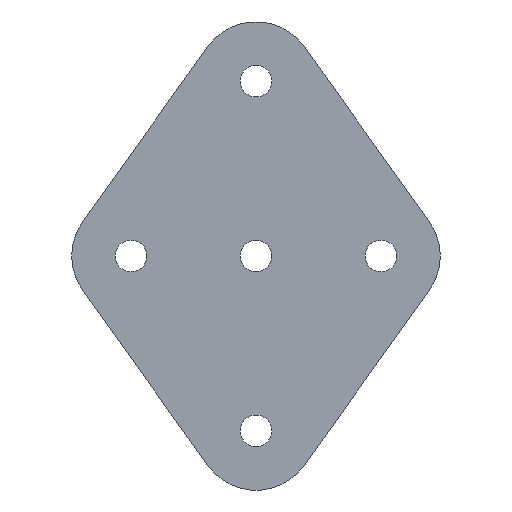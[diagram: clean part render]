
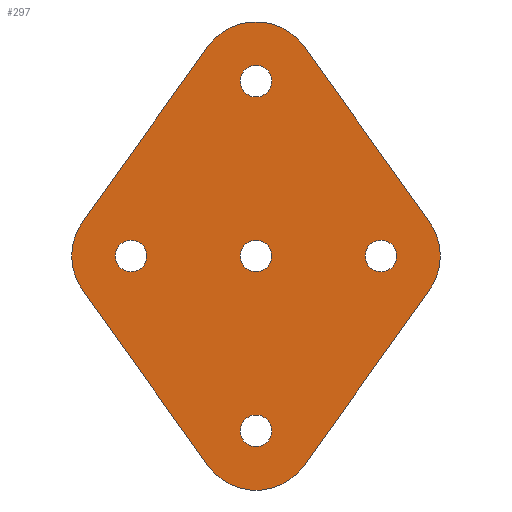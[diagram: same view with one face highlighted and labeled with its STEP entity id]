
A CAD part, front view. The second image highlights one B-rep face of the part: STEP entity #297.
In plain terms, the highlighted planar face has unit normal (0, -1, 0).
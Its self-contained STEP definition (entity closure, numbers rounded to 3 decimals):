
#20=FACE_BOUND('',#66,.T.);
#21=FACE_BOUND('',#67,.T.);
#22=FACE_BOUND('',#68,.T.);
#23=FACE_BOUND('',#69,.T.);
#24=FACE_BOUND('',#70,.T.);
#30=PLANE('',#350);
#45=FACE_OUTER_BOUND('',#65,.T.);
#65=EDGE_LOOP('',(#261,#262,#263,#264,#265,#266,#267,#268));
#66=EDGE_LOOP('',(#269));
#67=EDGE_LOOP('',(#270));
#68=EDGE_LOOP('',(#271));
#69=EDGE_LOOP('',(#272));
#70=EDGE_LOOP('',(#273));
#78=LINE('',#482,#99);
#82=LINE('',#494,#103);
#86=LINE('',#506,#107);
#90=LINE('',#517,#111);
#99=VECTOR('',#398,10.);
#103=VECTOR('',#410,10.);
#107=VECTOR('',#422,10.);
#111=VECTOR('',#434,10.);
#114=CIRCLE('',#320,2.);
#116=CIRCLE('',#323,2.);
#118=CIRCLE('',#326,2.);
#120=CIRCLE('',#329,2.);
#122=CIRCLE('',#332,2.);
#123=CIRCLE('',#334,7.5);
#125=CIRCLE('',#338,7.5);
#127=CIRCLE('',#342,7.5);
#129=CIRCLE('',#346,7.5);
#132=VERTEX_POINT('',#444);
#134=VERTEX_POINT('',#450);
#136=VERTEX_POINT('',#456);
#138=VERTEX_POINT('',#462);
#140=VERTEX_POINT('',#468);
#141=VERTEX_POINT('',#472);
#142=VERTEX_POINT('',#473);
#145=VERTEX_POINT('',#481);
#147=VERTEX_POINT('',#487);
#149=VERTEX_POINT('',#493);
#151=VERTEX_POINT('',#499);
#153=VERTEX_POINT('',#505);
#155=VERTEX_POINT('',#511);
#159=EDGE_CURVE('',#132,#132,#114,.T.);
#162=EDGE_CURVE('',#134,#134,#116,.T.);
#165=EDGE_CURVE('',#136,#136,#118,.T.);
#168=EDGE_CURVE('',#138,#138,#120,.T.);
#171=EDGE_CURVE('',#140,#140,#122,.T.);
#172=EDGE_CURVE('',#141,#142,#123,.T.);
#176=EDGE_CURVE('',#145,#141,#78,.T.);
#179=EDGE_CURVE('',#147,#145,#125,.T.);
#182=EDGE_CURVE('',#149,#147,#82,.T.);
#185=EDGE_CURVE('',#151,#149,#127,.T.);
#188=EDGE_CURVE('',#153,#151,#86,.T.);
#191=EDGE_CURVE('',#155,#153,#129,.T.);
#194=EDGE_CURVE('',#142,#155,#90,.T.);
#261=ORIENTED_EDGE('',*,*,#194,.F.);
#262=ORIENTED_EDGE('',*,*,#172,.F.);
#263=ORIENTED_EDGE('',*,*,#176,.F.);
#264=ORIENTED_EDGE('',*,*,#179,.F.);
#265=ORIENTED_EDGE('',*,*,#182,.F.);
#266=ORIENTED_EDGE('',*,*,#185,.F.);
#267=ORIENTED_EDGE('',*,*,#188,.F.);
#268=ORIENTED_EDGE('',*,*,#191,.F.);
#269=ORIENTED_EDGE('',*,*,#159,.T.);
#270=ORIENTED_EDGE('',*,*,#162,.T.);
#271=ORIENTED_EDGE('',*,*,#165,.T.);
#272=ORIENTED_EDGE('',*,*,#168,.T.);
#273=ORIENTED_EDGE('',*,*,#171,.T.);
#297=ADVANCED_FACE('',(#45,#20,#21,#22,#23,#24),#30,.F.);
#320=AXIS2_PLACEMENT_3D('',#446,#358,#359);
#323=AXIS2_PLACEMENT_3D('',#452,#365,#366);
#326=AXIS2_PLACEMENT_3D('',#458,#372,#373);
#329=AXIS2_PLACEMENT_3D('',#464,#379,#380);
#332=AXIS2_PLACEMENT_3D('',#470,#386,#387);
#334=AXIS2_PLACEMENT_3D('',#474,#390,#391);
#338=AXIS2_PLACEMENT_3D('',#488,#403,#404);
#342=AXIS2_PLACEMENT_3D('',#500,#415,#416);
#346=AXIS2_PLACEMENT_3D('',#512,#427,#428);
#350=AXIS2_PLACEMENT_3D('',#520,#438,#439);
#358=DIRECTION('center_axis',(0.,1.,0.));
#359=DIRECTION('ref_axis',(1.,0.,0.));
#365=DIRECTION('center_axis',(0.,1.,0.));
#366=DIRECTION('ref_axis',(1.,0.,0.));
#372=DIRECTION('center_axis',(0.,1.,0.));
#373=DIRECTION('ref_axis',(1.,0.,0.));
#379=DIRECTION('center_axis',(0.,1.,0.));
#380=DIRECTION('ref_axis',(1.,0.,0.));
#386=DIRECTION('center_axis',(0.,1.,0.));
#387=DIRECTION('ref_axis',(1.,0.,0.));
#390=DIRECTION('center_axis',(0.,1.,0.));
#391=DIRECTION('ref_axis',(0.814,0.,-0.581));
#398=DIRECTION('',(-0.581,0.,-0.814));
#403=DIRECTION('center_axis',(0.,1.,0.));
#404=DIRECTION('ref_axis',(0.814,0.,0.581));
#410=DIRECTION('',(0.581,0.,-0.814));
#415=DIRECTION('center_axis',(0.,1.,0.));
#416=DIRECTION('ref_axis',(-0.814,0.,0.581));
#422=DIRECTION('',(0.581,0.,0.814));
#427=DIRECTION('center_axis',(0.,1.,0.));
#428=DIRECTION('ref_axis',(-0.814,0.,-0.581));
#434=DIRECTION('',(-0.581,0.,0.814));
#438=DIRECTION('center_axis',(0.,1.,0.));
#439=DIRECTION('ref_axis',(0.,0.,1.));
#444=CARTESIAN_POINT('',(-2.,0.,-22.097));
#446=CARTESIAN_POINT('Origin',(0.,0.,-22.097));
#450=CARTESIAN_POINT('',(-17.783,0.,0.));
#452=CARTESIAN_POINT('Origin',(-15.783,0.,0.));
#456=CARTESIAN_POINT('',(-2.,0.,22.097));
#458=CARTESIAN_POINT('Origin',(0.,0.,22.097));
#462=CARTESIAN_POINT('',(-2.,0.,0.));
#464=CARTESIAN_POINT('Origin',(0.,0.,0.));
#468=CARTESIAN_POINT('',(13.783,0.,0.));
#470=CARTESIAN_POINT('Origin',(15.783,0.,0.));
#472=CARTESIAN_POINT('',(6.103,0.,-26.456));
#473=CARTESIAN_POINT('',(-6.103,0.,-26.456));
#474=CARTESIAN_POINT('Origin',(0.,0.,-22.097));
#481=CARTESIAN_POINT('',(21.886,0.,-4.359));
#482=CARTESIAN_POINT('',(21.886,0.,-4.359));
#487=CARTESIAN_POINT('',(21.886,0.,4.359));
#488=CARTESIAN_POINT('Origin',(15.783,0.,0.));
#493=CARTESIAN_POINT('',(6.103,0.,26.456));
#494=CARTESIAN_POINT('',(6.103,0.,26.456));
#499=CARTESIAN_POINT('',(-6.103,0.,26.456));
#500=CARTESIAN_POINT('Origin',(0.,0.,22.097));
#505=CARTESIAN_POINT('',(-21.886,0.,4.359));
#506=CARTESIAN_POINT('',(-21.886,0.,4.359));
#511=CARTESIAN_POINT('',(-21.886,0.,-4.359));
#512=CARTESIAN_POINT('Origin',(-15.783,0.,0.));
#517=CARTESIAN_POINT('',(-6.103,0.,-26.456));
#520=CARTESIAN_POINT('Origin',(0.,0.,0.));
